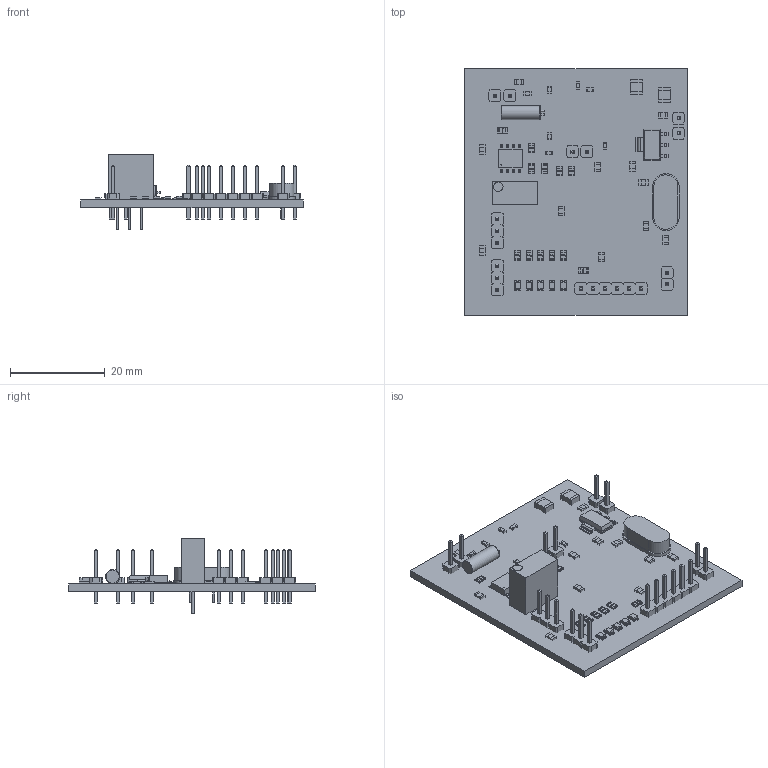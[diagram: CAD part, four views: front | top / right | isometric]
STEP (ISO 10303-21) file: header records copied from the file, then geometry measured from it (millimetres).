
FILE_DESCRIPTION(('KiCad electronic assembly'),'2;1');
FILE_NAME('uproszczony_odbiornik.step','2024-03-19T20:42:58',('Pcbnew'), ('Kicad'),'Open CASCADE STEP processor 7.7','KiCad to STEP converter', 'Unknown');
FILE_SCHEMA(('AUTOMOTIVE_DESIGN { 1 0 10303 214 1 1 1 1 }'));
Length unit declared in the file: millimetre
Products named in the file (28): uproszczony_odbiornik 1; CAP_0805; Assem1; CAP_0603; POT_3296W; part; LED-0805 (rev1); header1; 6130xx11121; SOIC8-N_MC_MCH; RES_0805; 0805; DCY0004A; DCY0004A_ASM; XTAL_ABL_ABR; CAP1210; headr3-2.54; quartz; header6-2.54; _autosave-uproszczony_odbiornik_PCB
Assembly tree (67 placements, depth 3):
  uproszczony_odbiornik 1
    CAP_0805  x11
      Assem1
    CAP_0603  x7
      Assem1
    POT_3296W
      part
    LED-0805 (rev1)  x5
      Assem1
    header1  x8
      6130xx11121
    SOIC8-N_MC_MCH
      part
    RES_0805  x12
      0805
    DCY0004A
      DCY0004A_ASM
    XTAL_ABL_ABR
      part
    CAP1210  x2
      Assem1
    headr3-2.54  x2
      6130xx11121
    quartz
      quartz
    header6-2.54
      6130xx11121
    _autosave-uproszczony_odbiornik_PCB
Bounding box: 47 x 52 x 15.95 mm (x, y, z)
Volume: 5087.5 mm3; surface area: 8329.8 mm2
Topology: 207 solids, 207 shells, 3039 faces, 7275 edges, 4760 vertices
Faces by surface type: plane 2616, bspline 218, cylinder 183, sphere 20, torus 2
Full cylindrical faces by diameter (mm): 0.196 x1, 0.33 x2, 0.457 x2, 0.559 x3, 0.813 x11, 0.914 x8, 1.016 x6, 2.032 x1, 2.8 x1, 3 x1
Entity records: 30318 total; most frequent: CARTESIAN_POINT 7231, ORIENTED_EDGE 4290, DIRECTION 3996, EDGE_CURVE 2145, LINE 1676, VECTOR 1676, VERTEX_POINT 1396, AXIS2_PLACEMENT_3D 1160
